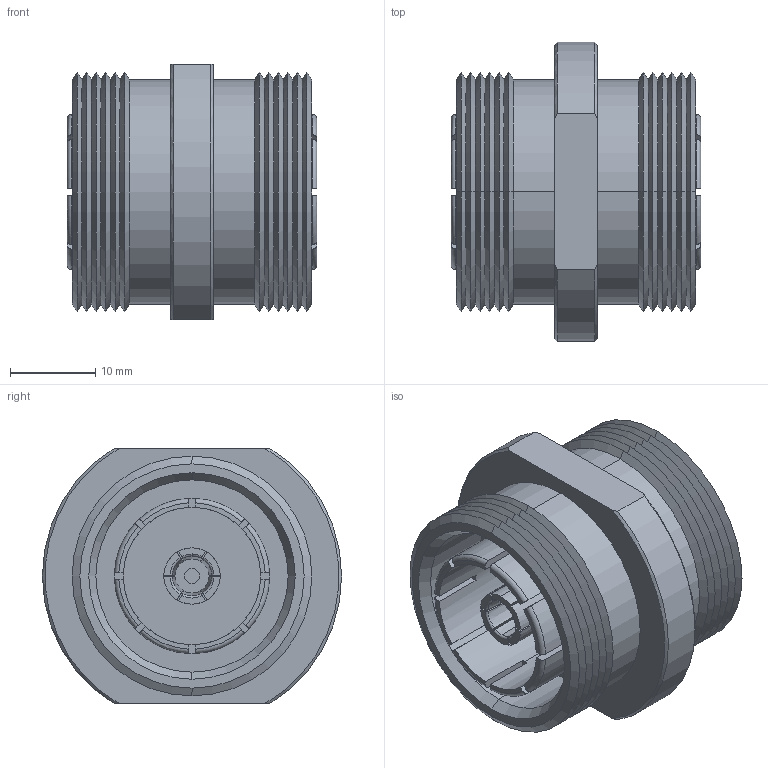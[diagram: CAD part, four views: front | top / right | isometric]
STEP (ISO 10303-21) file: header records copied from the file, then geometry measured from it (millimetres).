
FILE_DESCRIPTION (( 'STEP AP214' ), '1' );
FILE_NAME ('AXA-DFDF.STEP', '2013-06-28T15:50:09', ( 'L-Com' ), ( 'L-Com Global Connectivity' ), 'SwSTEP 2.0', 'SolidWorks 2012', '' );
FILE_SCHEMA (( 'AUTOMOTIVE_DESIGN' ));
Length unit declared in the file: inch
Products named in the file (1): AXA-DFDF
Bounding box: 29.24 x 35.05 x 29.92 mm (x, y, z)
Volume: 10526 mm3; surface area: 9741.8 mm2
Topology: 1 solids, 1 shells, 242 faces, 636 edges, 406 vertices
Faces by surface type: plane 126, cone 60, torus 30, cylinder 26
Entity records: 10944 total; most frequent: CARTESIAN_POINT 1757, DIRECTION 1294, ORIENTED_EDGE 1272, EDGE_CURVE 636, AXIS2_PLACEMENT_3D 503, VERTEX_POINT 406, LINE 288, VECTOR 288
